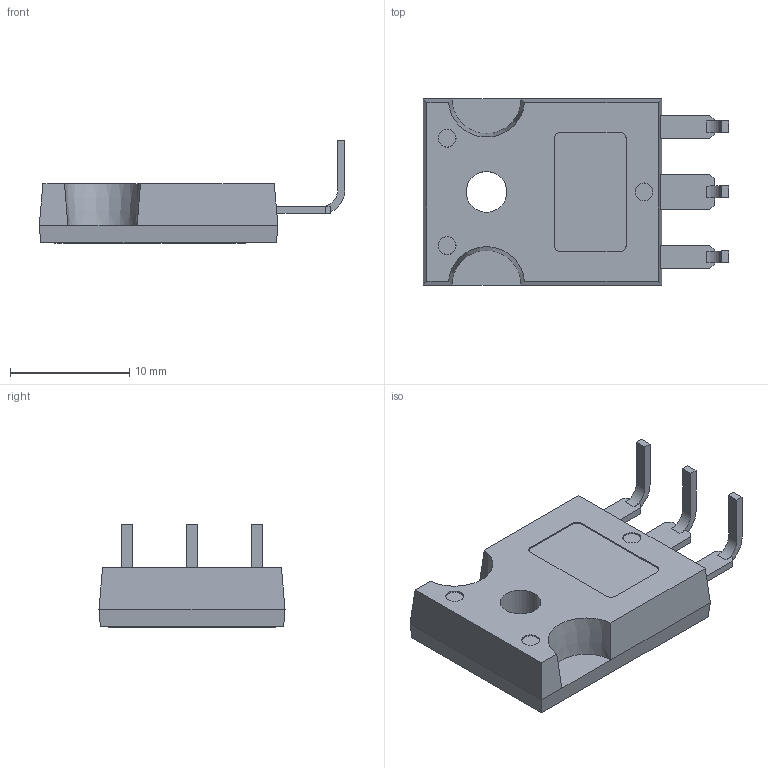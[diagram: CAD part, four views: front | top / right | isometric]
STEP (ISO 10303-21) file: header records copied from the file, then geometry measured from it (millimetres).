
FILE_DESCRIPTION(/* description */ (''),/* implementation_level */ '2;1');
FILE_NAME(/* name */ 'TO-247_horizontal_back_line.step',/* time_stamp */ '2024-05-19T11:28:51+02:00',/* author */ (''),/* organization */ (''),/* preprocessor_version */ 'ST-DEVELOPER v20',/* originating_system */ 'Autodesk Translation Framework v12.9.0.99',/* authorisation */ '');
FILE_SCHEMA (('AUTOMOTIVE_DESIGN { 1 0 10303 214 3 1 1 }','FEATURE_BASED_PROCESS_PLANNING'));
Length unit declared in the file: millimetre
Products named in the file (1): (Unsaved)
Bounding box: 25.6 x 15.6 x 8.6 mm (x, y, z)
Volume: 1391.1 mm3; surface area: 1141.7 mm2
Topology: 1 solids, 1 shells, 99 faces, 256 edges, 168 vertices
Faces by surface type: plane 80, cylinder 10, cone 9
Full cylindrical faces by diameter (mm): 3.4 x1, 6 x1
Entity records: 3178 total; most frequent: CARTESIAN_POINT 572, ORIENTED_EDGE 512, DIRECTION 490, EDGE_CURVE 256, LINE 214, VECTOR 214, VERTEX_POINT 168, AXIS2_PLACEMENT_3D 138
